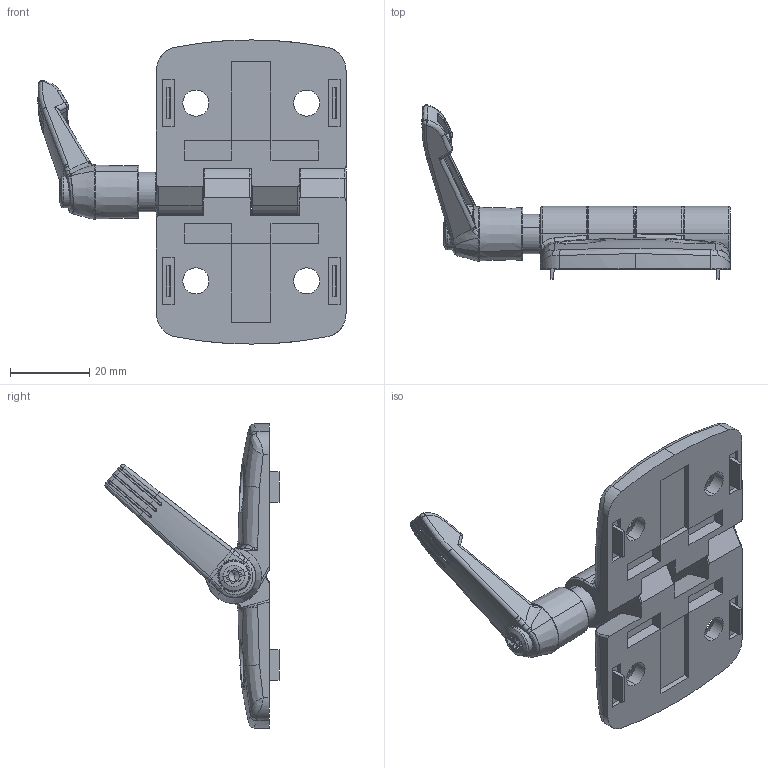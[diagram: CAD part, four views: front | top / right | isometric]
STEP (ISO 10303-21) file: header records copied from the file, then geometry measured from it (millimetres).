
FILE_DESCRIPTION (( 'STEP AP203' ), '1' );
FILE_NAME ('151142.step', '2021-06-03T16:24:31', ( '' ), ( '' ), 'SwSTEP 2.0', 'SolidWorks 2021', '' );
FILE_SCHEMA (( 'CONFIG_CONTROL_DESIGN' ));
Length unit declared in the file: millimetre
Products named in the file (1): 151142
Bounding box: 77.99 x 44.07 x 77 mm (x, y, z)
Volume: 27513.8 mm3; surface area: 16895.2 mm2
Topology: 5 solids, 5 shells, 626 faces, 1485 edges, 871 vertices
Faces by surface type: plane 156, bspline 141, cone 112, cylinder 106, torus 91, sphere 20
Entity records: 22865 total; most frequent: CARTESIAN_POINT 9392, ORIENTED_EDGE 2934, DIRECTION 2649, EDGE_CURVE 1467, AXIS2_PLACEMENT_3D 1072, VERTEX_POINT 869, EDGE_LOOP 662, FACE_OUTER_BOUND 626
